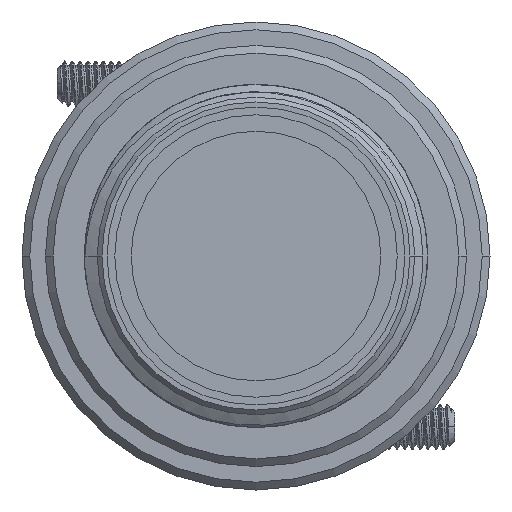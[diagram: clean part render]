
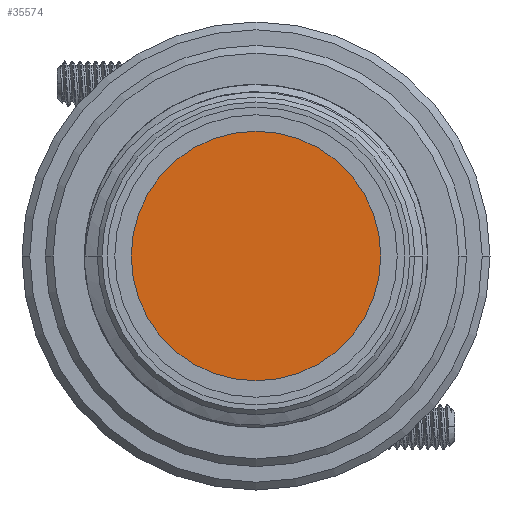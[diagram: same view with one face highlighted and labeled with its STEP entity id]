
A CAD part, left-side view. The second image highlights one B-rep face of the part: STEP entity #35574.
In plain terms, the highlighted planar face has unit normal (-1, 0, 0).
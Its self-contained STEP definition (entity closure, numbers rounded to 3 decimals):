
#16687=CARTESIAN_POINT('',(30.5,0.,0.));
#16688=DIRECTION('',(1.,0.,0.));
#16689=DIRECTION('',(0.,0.,1.));
#16690=AXIS2_PLACEMENT_3D('',#16687,#16688,#16689);
#16692=CARTESIAN_POINT('',(30.5,0.,0.));
#16693=DIRECTION('',(1.,0.,0.));
#16694=DIRECTION('',(0.,0.,-1.));
#16695=AXIS2_PLACEMENT_3D('',#16692,#16693,#16694);
#17140=CARTESIAN_POINT('',(30.5,0.,8.));
#17141=CARTESIAN_POINT('',(30.5,0.,-8.));
#17142=VERTEX_POINT('',#17140);
#17143=VERTEX_POINT('',#17141);
#35564=CARTESIAN_POINT('',(30.5,0.,0.));
#35565=DIRECTION('',(1.,0.,0.));
#35566=DIRECTION('',(0.,0.,-1.));
#35567=AXIS2_PLACEMENT_3D('',#35564,#35565,#35566);
#35568=PLANE('306',#35567);
#35569=ORIENTED_EDGE('766',*,*,#35554,.T.);
#35571=ORIENTED_EDGE('767',*,*,#35570,.T.);
#35572=EDGE_LOOP('306',(#35569,#35571));
#35573=FACE_OUTER_BOUND('306',#35572,.F.);
#16691=CIRCLE('766',#16690,8.);
#16696=CIRCLE('767',#16695,8.);
#35554=EDGE_CURVE('766',#17142,#17143,#16691,.T.);
#35570=EDGE_CURVE('767',#17143,#17142,#16696,.T.);
#35574=ADVANCED_FACE('306',(#35573),#35568,.F.);
